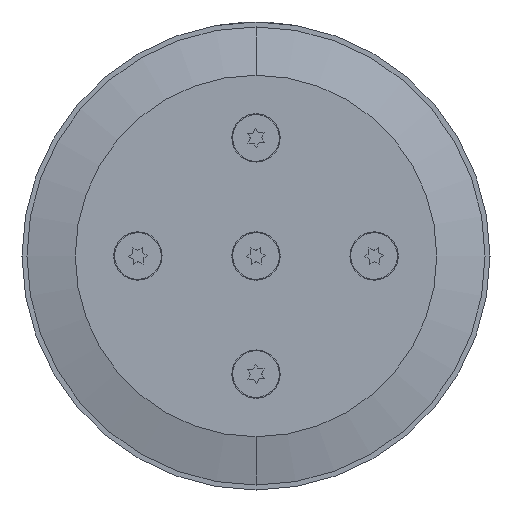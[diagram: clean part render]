
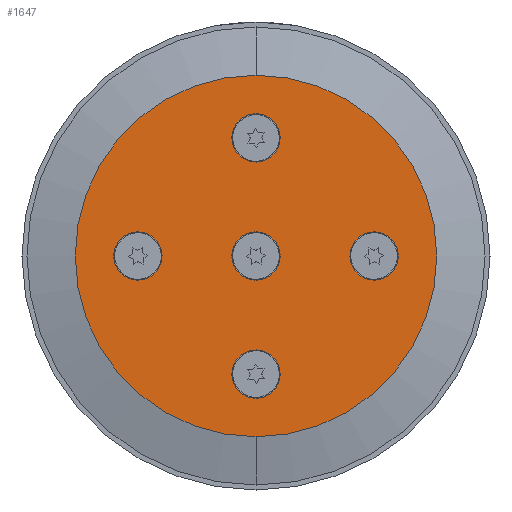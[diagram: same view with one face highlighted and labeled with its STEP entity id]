
A CAD part, front view. The second image highlights one B-rep face of the part: STEP entity #1647.
In plain terms, the highlighted planar face has unit normal (0, -1, 0).
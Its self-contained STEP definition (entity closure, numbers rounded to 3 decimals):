
#5 = CARTESIAN_POINT ( 'NONE',  ( 102.726, 74.093, -3.1 ) ) ;
#7 = CIRCLE ( 'NONE', #248, 3.1 ) ;
#18 = EDGE_CURVE ( 'NONE', #4432, #4905, #4665, .T. ) ;
#28 = CIRCLE ( 'NONE', #3966, 3.1 ) ;
#93 = DIRECTION ( 'NONE',  ( 0., -1., 0. ) ) ;
#101 = DIRECTION ( 'NONE',  ( 0., 1., 0. ) ) ;
#162 = AXIS2_PLACEMENT_3D ( 'NONE', #3441, #695, #1888 ) ;
#226 = ORIENTED_EDGE ( 'NONE', *, *, #2078, .F. ) ;
#248 = AXIS2_PLACEMENT_3D ( 'NONE', #1065, #1149, #3853 ) ;
#249 = AXIS2_PLACEMENT_3D ( 'NONE', #5714, #534, #3984 ) ;
#366 = DIRECTION ( 'NONE',  ( 0., 0., -1. ) ) ;
#385 = VERTEX_POINT ( 'NONE', #5261 ) ;
#534 = DIRECTION ( 'NONE',  ( 0., -1., 0. ) ) ;
#671 = VERTEX_POINT ( 'NONE', #944 ) ;
#695 = DIRECTION ( 'NONE',  ( 0., -1., 0. ) ) ;
#774 = DIRECTION ( 'NONE',  ( 0., -1., 0. ) ) ;
#867 = ORIENTED_EDGE ( 'NONE', *, *, #2046, .F. ) ;
#891 = CIRCLE ( 'NONE', #2573, 23.25 ) ;
#944 = CARTESIAN_POINT ( 'NONE',  ( 117.916, 74.093, -3.1 ) ) ;
#1005 = VERTEX_POINT ( 'NONE', #6820 ) ;
#1027 = CARTESIAN_POINT ( 'NONE',  ( 117.916, 74.093, 0. ) ) ;
#1039 = DIRECTION ( 'NONE',  ( 0., 0., -1. ) ) ;
#1065 = CARTESIAN_POINT ( 'NONE',  ( 117.916, 74.093, -15.19 ) ) ;
#1083 = CARTESIAN_POINT ( 'NONE',  ( 117.916, 74.093, 15.19 ) ) ;
#1094 = EDGE_CURVE ( 'NONE', #4121, #385, #5629, .T. ) ;
#1108 = CIRCLE ( 'NONE', #6824, 3.1 ) ;
#1147 = EDGE_LOOP ( 'NONE', ( #2138, #7054 ) ) ;
#1149 = DIRECTION ( 'NONE',  ( 0., -1., 0. ) ) ;
#1290 = CARTESIAN_POINT ( 'NONE',  ( 117.916, 74.093, 0. ) ) ;
#1379 = DIRECTION ( 'NONE',  ( 0., -1., 0. ) ) ;
#1419 = EDGE_CURVE ( 'NONE', #1005, #1837, #7, .T. ) ;
#1484 = VERTEX_POINT ( 'NONE', #5 ) ;
#1513 = FACE_BOUND ( 'NONE', #7013, .T. ) ;
#1588 = CIRCLE ( 'NONE', #2185, 23.25 ) ;
#1601 = ORIENTED_EDGE ( 'NONE', *, *, #18, .F. ) ;
#1628 = FACE_BOUND ( 'NONE', #5877, .T. ) ;
#1632 = EDGE_LOOP ( 'NONE', ( #3635, #4768 ) ) ;
#1647 = ADVANCED_FACE ( 'NONE', ( #1628, #2180, #6658, #1513, #4408, #5103 ), #6081, .T. ) ;
#1651 = ORIENTED_EDGE ( 'NONE', *, *, #4419, .F. ) ;
#1719 = CIRCLE ( 'NONE', #4255, 3.1 ) ;
#1779 = AXIS2_PLACEMENT_3D ( 'NONE', #1027, #3363, #2840 ) ;
#1837 = VERTEX_POINT ( 'NONE', #6956 ) ;
#1888 = DIRECTION ( 'NONE',  ( 1., 0., 0. ) ) ;
#2046 = EDGE_CURVE ( 'NONE', #5798, #1484, #4247, .T. ) ;
#2078 = EDGE_CURVE ( 'NONE', #4905, #4432, #1108, .T. ) ;
#2138 = ORIENTED_EDGE ( 'NONE', *, *, #1094, .F. ) ;
#2180 = FACE_BOUND ( 'NONE', #4708, .T. ) ;
#2185 = AXIS2_PLACEMENT_3D ( 'NONE', #4683, #101, #3464 ) ;
#2194 = ORIENTED_EDGE ( 'NONE', *, *, #6885, .F. ) ;
#2435 = EDGE_CURVE ( 'NONE', #1837, #1005, #28, .T. ) ;
#2568 = DIRECTION ( 'NONE',  ( 1., 0., 0. ) ) ;
#2573 = AXIS2_PLACEMENT_3D ( 'NONE', #1290, #5426, #3600 ) ;
#2743 = DIRECTION ( 'NONE',  ( 0., -1., 0. ) ) ;
#2840 = DIRECTION ( 'NONE',  ( 0., 0., -1. ) ) ;
#2971 = VERTEX_POINT ( 'NONE', #5140 ) ;
#3058 = DIRECTION ( 'NONE',  ( 0., 0., 1. ) ) ;
#3096 = DIRECTION ( 'NONE',  ( 0., -1., 0. ) ) ;
#3267 = AXIS2_PLACEMENT_3D ( 'NONE', #3864, #5115, #1039 ) ;
#3363 = DIRECTION ( 'NONE',  ( 0., -1., 0. ) ) ;
#3441 = CARTESIAN_POINT ( 'NONE',  ( 102.726, 74.093, 0. ) ) ;
#3464 = DIRECTION ( 'NONE',  ( 0., 0., 1. ) ) ;
#3600 = DIRECTION ( 'NONE',  ( 0., 0., 1. ) ) ;
#3635 = ORIENTED_EDGE ( 'NONE', *, *, #6220, .F. ) ;
#3853 = DIRECTION ( 'NONE',  ( 0., 0., 1. ) ) ;
#3864 = CARTESIAN_POINT ( 'NONE',  ( 117.916, 74.093, 15.19 ) ) ;
#3917 = EDGE_CURVE ( 'NONE', #385, #4121, #1719, .T. ) ;
#3953 = ORIENTED_EDGE ( 'NONE', *, *, #2435, .F. ) ;
#3966 = AXIS2_PLACEMENT_3D ( 'NONE', #4870, #3096, #3058 ) ;
#3984 = DIRECTION ( 'NONE',  ( -1., 0., 0. ) ) ;
#4121 = VERTEX_POINT ( 'NONE', #5527 ) ;
#4237 = CARTESIAN_POINT ( 'NONE',  ( 133.106, 74.093, -3.1 ) ) ;
#4247 = CIRCLE ( 'NONE', #4480, 3.1 ) ;
#4255 = AXIS2_PLACEMENT_3D ( 'NONE', #1083, #2743, #5013 ) ;
#4273 = ORIENTED_EDGE ( 'NONE', *, *, #5125, .F. ) ;
#4306 = CARTESIAN_POINT ( 'NONE',  ( 117.916, 74.093, 0. ) ) ;
#4408 = FACE_BOUND ( 'NONE', #1147, .T. ) ;
#4419 = EDGE_CURVE ( 'NONE', #671, #2971, #5152, .T. ) ;
#4432 = VERTEX_POINT ( 'NONE', #4237 ) ;
#4438 = DIRECTION ( 'NONE',  ( -1., 0., 0. ) ) ;
#4480 = AXIS2_PLACEMENT_3D ( 'NONE', #5871, #774, #2568 ) ;
#4516 = VERTEX_POINT ( 'NONE', #5476 ) ;
#4588 = EDGE_LOOP ( 'NONE', ( #3953, #6265 ) ) ;
#4665 = CIRCLE ( 'NONE', #249, 3.1 ) ;
#4683 = CARTESIAN_POINT ( 'NONE',  ( 117.916, 74.093, 0. ) ) ;
#4708 = EDGE_LOOP ( 'NONE', ( #4273, #867 ) ) ;
#4768 = ORIENTED_EDGE ( 'NONE', *, *, #5672, .F. ) ;
#4870 = CARTESIAN_POINT ( 'NONE',  ( 117.916, 74.093, -15.19 ) ) ;
#4905 = VERTEX_POINT ( 'NONE', #5375 ) ;
#4974 = VERTEX_POINT ( 'NONE', #6654 ) ;
#5013 = DIRECTION ( 'NONE',  ( 0., 0., -1. ) ) ;
#5103 = FACE_OUTER_BOUND ( 'NONE', #1632, .T. ) ;
#5115 = DIRECTION ( 'NONE',  ( 0., -1., 0. ) ) ;
#5125 = EDGE_CURVE ( 'NONE', #1484, #5798, #6333, .T. ) ;
#5140 = CARTESIAN_POINT ( 'NONE',  ( 117.916, 74.093, 3.1 ) ) ;
#5152 = CIRCLE ( 'NONE', #5272, 3.1 ) ;
#5261 = CARTESIAN_POINT ( 'NONE',  ( 117.916, 74.093, 18.29 ) ) ;
#5272 = AXIS2_PLACEMENT_3D ( 'NONE', #4306, #1379, #366 ) ;
#5375 = CARTESIAN_POINT ( 'NONE',  ( 133.106, 74.093, 3.1 ) ) ;
#5426 = DIRECTION ( 'NONE',  ( 0., 1., 0. ) ) ;
#5476 = CARTESIAN_POINT ( 'NONE',  ( 117.916, 74.093, 23.25 ) ) ;
#5496 = CARTESIAN_POINT ( 'NONE',  ( 133.106, 74.093, 0. ) ) ;
#5527 = CARTESIAN_POINT ( 'NONE',  ( 117.916, 74.093, 12.09 ) ) ;
#5545 = CIRCLE ( 'NONE', #6489, 3.1 ) ;
#5629 = CIRCLE ( 'NONE', #3267, 3.1 ) ;
#5672 = EDGE_CURVE ( 'NONE', #4974, #4516, #1588, .T. ) ;
#5714 = CARTESIAN_POINT ( 'NONE',  ( 133.106, 74.093, 0. ) ) ;
#5798 = VERTEX_POINT ( 'NONE', #6445 ) ;
#5871 = CARTESIAN_POINT ( 'NONE',  ( 102.726, 74.093, 0. ) ) ;
#5877 = EDGE_LOOP ( 'NONE', ( #1651, #2194 ) ) ;
#6081 = PLANE ( 'NONE',  #1779 ) ;
#6216 = CARTESIAN_POINT ( 'NONE',  ( 117.916, 74.093, 0. ) ) ;
#6220 = EDGE_CURVE ( 'NONE', #4516, #4974, #891, .T. ) ;
#6265 = ORIENTED_EDGE ( 'NONE', *, *, #1419, .F. ) ;
#6333 = CIRCLE ( 'NONE', #162, 3.1 ) ;
#6445 = CARTESIAN_POINT ( 'NONE',  ( 102.726, 74.093, 3.1 ) ) ;
#6489 = AXIS2_PLACEMENT_3D ( 'NONE', #6216, #93, #6927 ) ;
#6654 = CARTESIAN_POINT ( 'NONE',  ( 117.916, 74.093, -23.25 ) ) ;
#6658 = FACE_BOUND ( 'NONE', #4588, .T. ) ;
#6682 = DIRECTION ( 'NONE',  ( 0., -1., 0. ) ) ;
#6820 = CARTESIAN_POINT ( 'NONE',  ( 117.916, 74.093, -12.09 ) ) ;
#6824 = AXIS2_PLACEMENT_3D ( 'NONE', #5496, #6682, #4438 ) ;
#6885 = EDGE_CURVE ( 'NONE', #2971, #671, #5545, .T. ) ;
#6927 = DIRECTION ( 'NONE',  ( 0., 0., -1. ) ) ;
#6956 = CARTESIAN_POINT ( 'NONE',  ( 117.916, 74.093, -18.29 ) ) ;
#7013 = EDGE_LOOP ( 'NONE', ( #1601, #226 ) ) ;
#7054 = ORIENTED_EDGE ( 'NONE', *, *, #3917, .F. ) ;
